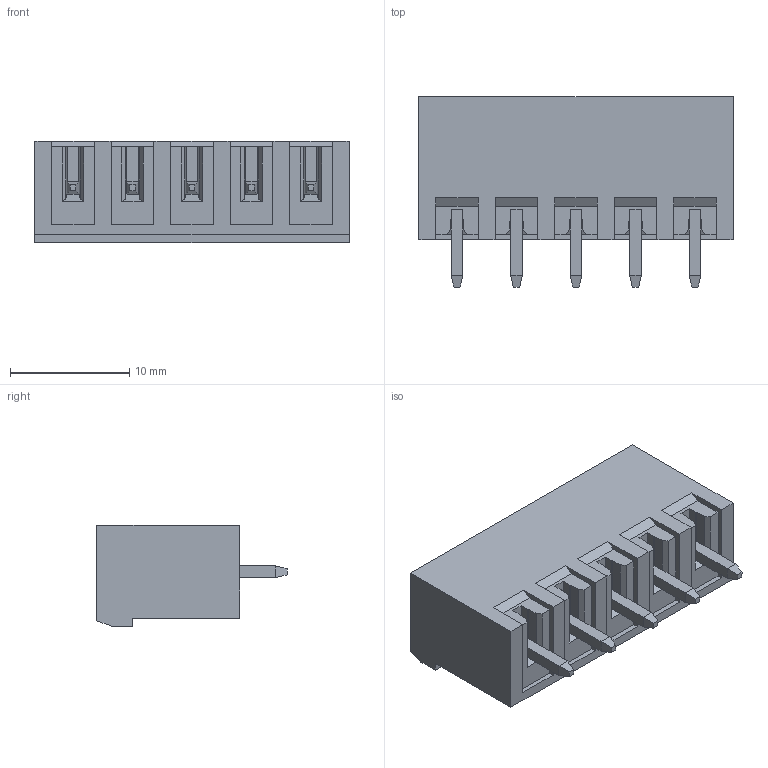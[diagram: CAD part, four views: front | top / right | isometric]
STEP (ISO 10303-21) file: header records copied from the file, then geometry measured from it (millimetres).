
FILE_DESCRIPTION(('FreeCAD Model'),'2;1');
FILE_NAME('Open CASCADE Shape Model','2024-11-04T12:12:10',(''),(''), 'Open CASCADE STEP processor 7.6','FreeCAD','Unknown');
FILE_SCHEMA(('AUTOMOTIVE_DESIGN { 1 0 10303 214 1 1 1 1 }'));
Length unit declared in the file: millimetre
Products named in the file (1): CUI_DEVICES_TBP04R2-500-05BE
Bounding box: 26.4 x 16 x 8.5 mm (x, y, z)
Volume: 1096.5 mm3; surface area: 2391.7 mm2
Topology: 1 solids, 1 shells, 376 faces, 1007 edges, 638 vertices
Faces by surface type: plane 331, cone 30, cylinder 15
Entity records: 14176 total; most frequent: CARTESIAN_POINT 2192, ORIENTED_EDGE 2014, DIRECTION 1811, EDGE_CURVE 1007, LINE 877, VECTOR 877, VERTEX_POINT 638, AXIS2_PLACEMENT_3D 467
